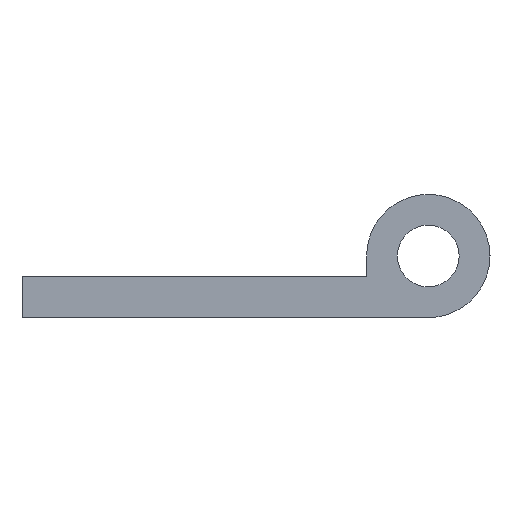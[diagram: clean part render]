
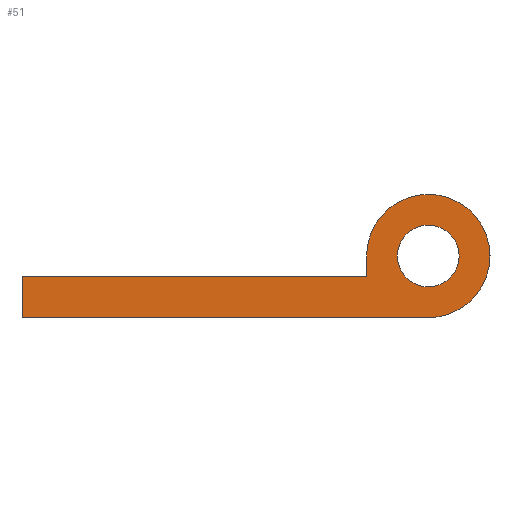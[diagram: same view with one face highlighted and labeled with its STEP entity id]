
A CAD part, left-side view. The second image highlights one B-rep face of the part: STEP entity #51.
In plain terms, the highlighted planar face has unit normal (-1, 0, 0).
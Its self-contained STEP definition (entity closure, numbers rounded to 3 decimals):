
#51=ADVANCED_FACE('',(#97,#98),#99,.F.);
#97=FACE_BOUND('',#137,.T.);
#98=FACE_OUTER_BOUND('',#138,.T.);
#99=PLANE('',#139);
#137=EDGE_LOOP('',(#211,#212));
#138=EDGE_LOOP('',(#213,#214,#215,#216,#217,#218));
#139=AXIS2_PLACEMENT_3D('',#219,#220,#221);
#211=ORIENTED_EDGE('',*,*,#244,.T.);
#212=ORIENTED_EDGE('',*,*,#246,.T.);
#213=ORIENTED_EDGE('',*,*,#239,.F.);
#214=ORIENTED_EDGE('',*,*,#251,.F.);
#215=ORIENTED_EDGE('',*,*,#255,.F.);
#216=ORIENTED_EDGE('',*,*,#259,.F.);
#217=ORIENTED_EDGE('',*,*,#263,.F.);
#218=ORIENTED_EDGE('',*,*,#265,.F.);
#219=CARTESIAN_POINT('',(0.0,15.734,3.226));
#220=DIRECTION('',(1.0,0.0,0.0));
#221=DIRECTION('',(0.0,1.0,0.0));
#239=EDGE_CURVE('',#276,#272,#278,.T.);
#244=EDGE_CURVE('',#281,#285,#287,.T.);
#246=EDGE_CURVE('',#285,#281,#289,.T.);
#251=EDGE_CURVE('',#294,#276,#296,.T.);
#255=EDGE_CURVE('',#300,#294,#302,.T.);
#259=EDGE_CURVE('',#306,#300,#308,.T.);
#263=EDGE_CURVE('',#312,#306,#314,.T.);
#265=EDGE_CURVE('',#272,#312,#316,.T.);
#272=VERTEX_POINT('',#323);
#276=VERTEX_POINT('',#328);
#278=CIRCLE('',#331,6.);
#281=VERTEX_POINT('',#334);
#285=VERTEX_POINT('',#339);
#287=CIRCLE('',#342,3.0);
#289=CIRCLE('',#344,3.0);
#294=VERTEX_POINT('',#350);
#296=LINE('',#353,#354);
#300=VERTEX_POINT('',#359);
#302=LINE('',#362,#363);
#306=VERTEX_POINT('',#368);
#308=LINE('',#371,#372);
#312=VERTEX_POINT('',#377);
#314=LINE('',#380,#381);
#316=CIRCLE('',#383,6.);
#323=CARTESIAN_POINT('',(0.0,-6.,6.));
#328=CARTESIAN_POINT('',(0.0,6.0,6.));
#331=AXIS2_PLACEMENT_3D('',#393,#394,#395);
#334=CARTESIAN_POINT('',(0.0,0.0,3.0));
#339=CARTESIAN_POINT('',(0.0,0.,9.0));
#342=AXIS2_PLACEMENT_3D('',#401,#402,#403);
#344=AXIS2_PLACEMENT_3D('',#404,#405,#406);
#350=CARTESIAN_POINT('',(0.0,6.0,4.0));
#353=CARTESIAN_POINT('',(0.0,6.0,4.0));
#354=VECTOR('',#412,1.0);
#359=CARTESIAN_POINT('',(0.0,39.5,4.0));
#362=CARTESIAN_POINT('',(0.0,39.5,4.0));
#363=VECTOR('',#415,1.0);
#368=CARTESIAN_POINT('',(0.0,39.5,0.0));
#371=CARTESIAN_POINT('',(0.0,39.5,0.0));
#372=VECTOR('',#418,1.0);
#377=CARTESIAN_POINT('',(0.0,0.,0.0));
#380=CARTESIAN_POINT('',(0.0,0.0,0.0));
#381=VECTOR('',#421,1.0);
#383=AXIS2_PLACEMENT_3D('',#422,#423,#424);
#393=CARTESIAN_POINT('',(0.0,0.,6.));
#394=DIRECTION('',(1.0,0.0,0.0));
#395=DIRECTION('',(0.0,1.0,0.));
#401=CARTESIAN_POINT('',(0.0,0.0,6.0));
#402=DIRECTION('',(1.0,0.0,0.0));
#403=DIRECTION('',(0.0,0.0,-1.0));
#404=CARTESIAN_POINT('',(0.0,0.0,6.0));
#405=DIRECTION('',(1.0,0.0,0.0));
#406=DIRECTION('',(0.0,0.0,-1.0));
#412=DIRECTION('',(0.0,0.0,1.0));
#415=DIRECTION('',(0.0,-1.0,0.0));
#418=DIRECTION('',(0.0,0.0,1.0));
#421=DIRECTION('',(0.0,1.0,0.0));
#422=CARTESIAN_POINT('',(0.0,0.,6.));
#423=DIRECTION('',(1.0,0.0,0.0));
#424=DIRECTION('',(0.0,1.0,0.));
